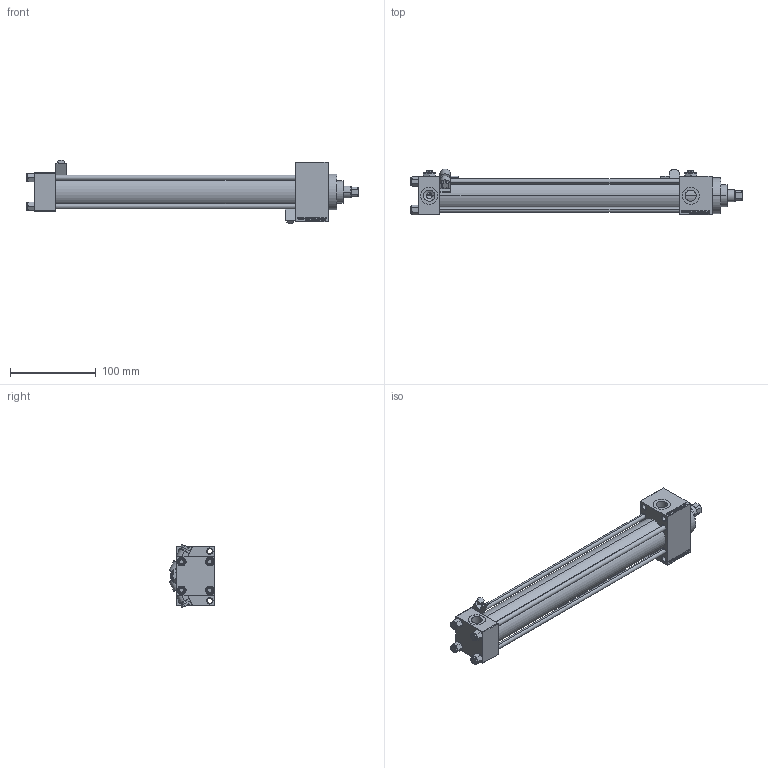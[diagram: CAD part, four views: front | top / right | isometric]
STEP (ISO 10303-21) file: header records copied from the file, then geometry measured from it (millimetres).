
FILE_DESCRIPTION (( 'STEP AP203' ), '1' );
FILE_NAME ('8467.STEP', '2025-04-25T08:31:55', ( '' ), ( '' ), 'SwSTEP 2.0', 'SolidWorks 2019', '' );
FILE_SCHEMA (( 'CONFIG_CONTROL_DESIGN' ));
Length unit declared in the file: millimetre
Products named in the file (8): 8467; Zatka_pro_OIL_PORT ebb5f01d8540099d9f2eb4c36f42cf0b; V215_VC_A ebb5f01d8540099d9f2eb4c36f42cf0b; MSRF_MSRG1 ebb5f01d8540099d9f2eb4c36f42cf0b; V215CR_D_Body ebb5f01d8540099d9f2eb4c36f42cf0b; V215CR_D_TYCINKA ebb5f01d8540099d9f2eb4c36f42cf0b; V215CR_VCP_D ebb5f01d8540099d9f2eb4c36f42cf0b; NUT_M5_D ebb5f01d8540099d9f2eb4c36f42cf0b
Assembly tree (15 placements, depth 2):
  8467
    V215CR_D_Body ebb5f01d8540099d9f2eb4c36f42cf0b
    V215CR_VCP_D ebb5f01d8540099d9f2eb4c36f42cf0b
    NUT_M5_D ebb5f01d8540099d9f2eb4c36f42cf0b  x4
    V215CR_D_TYCINKA ebb5f01d8540099d9f2eb4c36f42cf0b  x4
    V215_VC_A ebb5f01d8540099d9f2eb4c36f42cf0b
    MSRF_MSRG1 ebb5f01d8540099d9f2eb4c36f42cf0b  x2
    Zatka_pro_OIL_PORT ebb5f01d8540099d9f2eb4c36f42cf0b  x2
Bounding box: 388 x 53.66 x 74.04 mm (x, y, z)
Volume: 373316.6 mm3; surface area: 159363.3 mm2
Topology: 15 solids, 15 shells, 1265 faces, 3123 edges, 2010 vertices
Faces by surface type: plane 578, bspline 368, cone 184, cylinder 127, torus 8
Entity records: 50168 total; most frequent: CARTESIAN_POINT 25836, ORIENTED_EDGE 5396, DIRECTION 3578, EDGE_CURVE 2698, VERTEX_POINT 1760, LINE 1602, VECTOR 1602, EDGE_LOOP 1212
